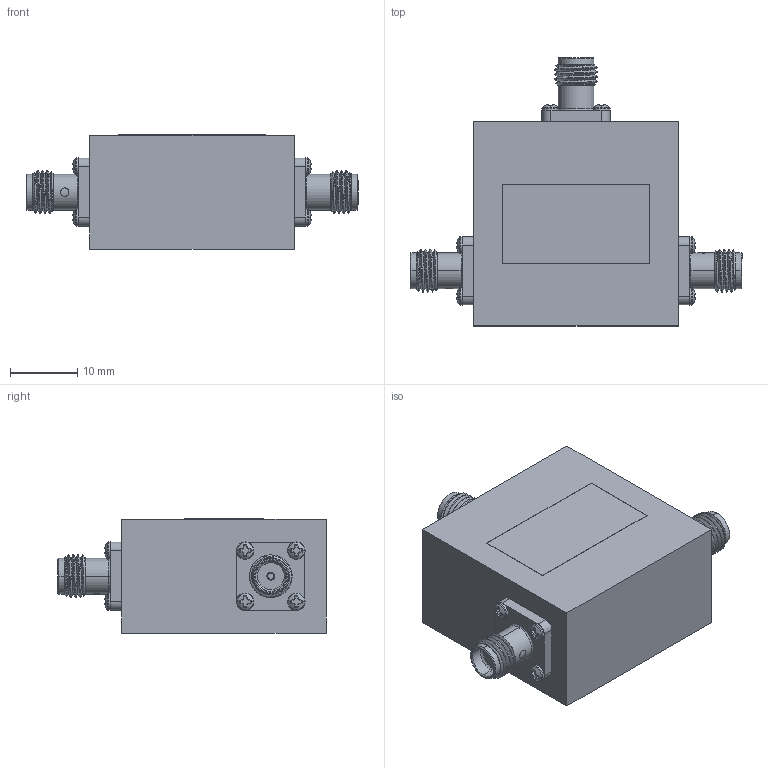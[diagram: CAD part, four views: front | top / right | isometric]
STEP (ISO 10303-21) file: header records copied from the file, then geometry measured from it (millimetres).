
FILE_DESCRIPTION (( 'STEP AP214' ), '1' );
FILE_NAME ('PE83CR1030 ¦ FMCR1030.step', '2020-04-21T15:24:29', ( '' ), ( '' ), 'SwSTEP 2.0', 'SolidWorks 2018', '' );
FILE_SCHEMA (( 'AUTOMOTIVE_DESIGN' ));
Length unit declared in the file: inch
Products named in the file (1): PE83CR1030 ｦ FMCR1030
Bounding box: 49.55 x 40.02 x 17.05 mm (x, y, z)
Volume: 16798.8 mm3; surface area: 4952.3 mm2
Topology: 1 solids, 1 shells, 540 faces, 1450 edges, 937 vertices
Faces by surface type: plane 264, cylinder 109, cone 104, bspline 57, torus 6
Entity records: 20826 total; most frequent: CARTESIAN_POINT 8119, ORIENTED_EDGE 2884, DIRECTION 2373, EDGE_CURVE 1442, VERTEX_POINT 937, AXIS2_PLACEMENT_3D 906, EDGE_LOOP 573, VECTOR 561
